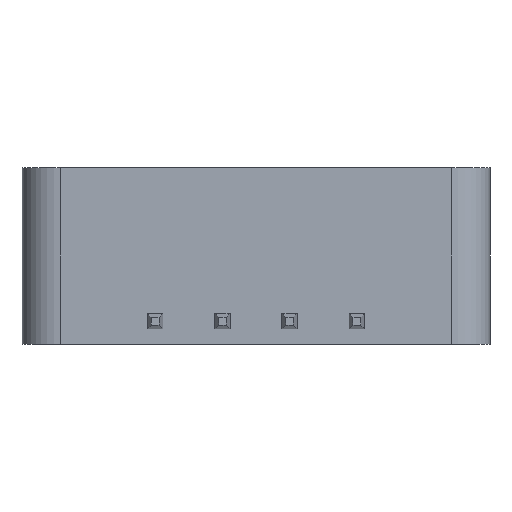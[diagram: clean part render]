
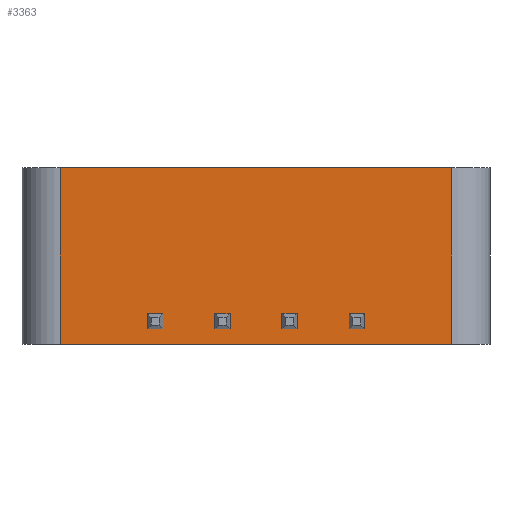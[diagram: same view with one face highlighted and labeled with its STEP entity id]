
A CAD part, front view. The second image highlights one B-rep face of the part: STEP entity #3363.
In plain terms, the highlighted planar face has unit normal (0, -1, 0).
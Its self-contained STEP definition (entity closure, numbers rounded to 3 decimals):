
#289=ORIENTED_EDGE('',*,*,#1015,.F.);
#290=ORIENTED_EDGE('',*,*,#1148,.F.);
#291=ORIENTED_EDGE('',*,*,#1051,.T.);
#292=ORIENTED_EDGE('',*,*,#1150,.T.);
#293=ORIENTED_EDGE('',*,*,#1151,.F.);
#294=ORIENTED_EDGE('',*,*,#1152,.T.);
#295=ORIENTED_EDGE('',*,*,#1153,.T.);
#296=ORIENTED_EDGE('',*,*,#1154,.T.);
#297=ORIENTED_EDGE('',*,*,#1155,.F.);
#298=ORIENTED_EDGE('',*,*,#1156,.T.);
#299=ORIENTED_EDGE('',*,*,#1157,.T.);
#300=ORIENTED_EDGE('',*,*,#1158,.T.);
#301=ORIENTED_EDGE('',*,*,#1159,.F.);
#302=ORIENTED_EDGE('',*,*,#1160,.T.);
#303=ORIENTED_EDGE('',*,*,#1161,.T.);
#304=ORIENTED_EDGE('',*,*,#1162,.T.);
#305=ORIENTED_EDGE('',*,*,#1163,.T.);
#306=ORIENTED_EDGE('',*,*,#1164,.T.);
#307=ORIENTED_EDGE('',*,*,#1165,.T.);
#308=ORIENTED_EDGE('',*,*,#1166,.F.);
#1015=EDGE_CURVE('',#1489,#1488,#1794,.T.);
#1051=EDGE_CURVE('',#1519,#1518,#1822,.T.);
#1148=EDGE_CURVE('',#1519,#1489,#1910,.T.);
#1150=EDGE_CURVE('',#1518,#1488,#1912,.T.);
#1151=EDGE_CURVE('',#1579,#1580,#1913,.T.);
#1152=EDGE_CURVE('',#1579,#1581,#1914,.T.);
#1153=EDGE_CURVE('',#1581,#1582,#1915,.T.);
#1154=EDGE_CURVE('',#1582,#1580,#1916,.T.);
#1155=EDGE_CURVE('',#1583,#1584,#1917,.T.);
#1156=EDGE_CURVE('',#1583,#1585,#1918,.T.);
#1157=EDGE_CURVE('',#1585,#1586,#1919,.T.);
#1158=EDGE_CURVE('',#1586,#1584,#1920,.T.);
#1159=EDGE_CURVE('',#1587,#1588,#1921,.T.);
#1160=EDGE_CURVE('',#1587,#1589,#1922,.T.);
#1161=EDGE_CURVE('',#1589,#1590,#1923,.T.);
#1162=EDGE_CURVE('',#1590,#1588,#1924,.T.);
#1163=EDGE_CURVE('',#1591,#1592,#1925,.T.);
#1164=EDGE_CURVE('',#1592,#1593,#1926,.T.);
#1165=EDGE_CURVE('',#1593,#1594,#1927,.T.);
#1166=EDGE_CURVE('',#1591,#1594,#1928,.T.);
#1488=VERTEX_POINT('',#4632);
#1489=VERTEX_POINT('',#4634);
#1518=VERTEX_POINT('',#4710);
#1519=VERTEX_POINT('',#4712);
#1579=VERTEX_POINT('',#4917);
#1580=VERTEX_POINT('',#4918);
#1581=VERTEX_POINT('',#4920);
#1582=VERTEX_POINT('',#4922);
#1583=VERTEX_POINT('',#4925);
#1584=VERTEX_POINT('',#4926);
#1585=VERTEX_POINT('',#4928);
#1586=VERTEX_POINT('',#4930);
#1587=VERTEX_POINT('',#4933);
#1588=VERTEX_POINT('',#4934);
#1589=VERTEX_POINT('',#4936);
#1590=VERTEX_POINT('',#4938);
#1591=VERTEX_POINT('',#4941);
#1592=VERTEX_POINT('',#4942);
#1593=VERTEX_POINT('',#4944);
#1594=VERTEX_POINT('',#4946);
#1794=LINE('',#4635,#2243);
#1822=LINE('',#4711,#2271);
#1910=LINE('',#4912,#2359);
#1912=LINE('',#4915,#2361);
#1913=LINE('',#4916,#2362);
#1914=LINE('',#4919,#2363);
#1915=LINE('',#4921,#2364);
#1916=LINE('',#4923,#2365);
#1917=LINE('',#4924,#2366);
#1918=LINE('',#4927,#2367);
#1919=LINE('',#4929,#2368);
#1920=LINE('',#4931,#2369);
#1921=LINE('',#4932,#2370);
#1922=LINE('',#4935,#2371);
#1923=LINE('',#4937,#2372);
#1924=LINE('',#4939,#2373);
#1925=LINE('',#4940,#2374);
#1926=LINE('',#4943,#2375);
#1927=LINE('',#4945,#2376);
#1928=LINE('',#4947,#2377);
#2243=VECTOR('',#3745,1000.);
#2271=VECTOR('',#3811,1000.);
#2359=VECTOR('',#4005,1000.);
#2361=VECTOR('',#4009,1000.);
#2362=VECTOR('',#4010,1000.);
#2363=VECTOR('',#4011,1000.);
#2364=VECTOR('',#4012,1000.);
#2365=VECTOR('',#4013,1000.);
#2366=VECTOR('',#4014,1000.);
#2367=VECTOR('',#4015,1000.);
#2368=VECTOR('',#4016,1000.);
#2369=VECTOR('',#4017,1000.);
#2370=VECTOR('',#4018,1000.);
#2371=VECTOR('',#4019,1000.);
#2372=VECTOR('',#4020,1000.);
#2373=VECTOR('',#4021,1000.);
#2374=VECTOR('',#4022,1000.);
#2375=VECTOR('',#4023,1000.);
#2376=VECTOR('',#4024,1000.);
#2377=VECTOR('',#4025,1000.);
#2753=EDGE_LOOP('',(#289,#290,#291,#292));
#2754=EDGE_LOOP('',(#293,#294,#295,#296));
#2755=EDGE_LOOP('',(#297,#298,#299,#300));
#2756=EDGE_LOOP('',(#301,#302,#303,#304));
#2757=EDGE_LOOP('',(#305,#306,#307,#308));
#2972=FACE_BOUND('',#2753,.T.);
#2973=FACE_BOUND('',#2754,.T.);
#2974=FACE_BOUND('',#2755,.T.);
#2975=FACE_BOUND('',#2756,.T.);
#2976=FACE_BOUND('',#2757,.T.);
#3175=PLANE('',#3588);
#3363=ADVANCED_FACE('',(#2972,#2973,#2974,#2975,#2976),#3175,.F.);
#3588=AXIS2_PLACEMENT_3D('',#4914,#4007,#4008);
#3745=DIRECTION('',(0.,0.,1.));
#3811=DIRECTION('',(0.,0.,1.));
#4005=DIRECTION('',(-1.,0.,0.));
#4007=DIRECTION('',(0.,1.,0.));
#4008=DIRECTION('',(0.,0.,1.));
#4009=DIRECTION('',(-1.,0.,0.));
#4010=DIRECTION('',(0.,0.,-1.));
#4011=DIRECTION('',(1.,0.,0.));
#4012=DIRECTION('',(0.,0.,-1.));
#4013=DIRECTION('',(-1.,0.,0.));
#4014=DIRECTION('',(0.,0.,-1.));
#4015=DIRECTION('',(1.,0.,0.));
#4016=DIRECTION('',(0.,0.,-1.));
#4017=DIRECTION('',(-1.,0.,0.));
#4018=DIRECTION('',(0.,0.,-1.));
#4019=DIRECTION('',(1.,0.,0.));
#4020=DIRECTION('',(0.,0.,-1.));
#4021=DIRECTION('',(-1.,0.,0.));
#4022=DIRECTION('',(1.,0.,0.));
#4023=DIRECTION('',(0.,0.,-1.));
#4024=DIRECTION('',(-1.,0.,0.));
#4025=DIRECTION('',(0.,0.,-1.));
#4632=CARTESIAN_POINT('',(-4.94,-2.9,9.2));
#4634=CARTESIAN_POINT('',(-4.94,-2.9,0.));
#4635=CARTESIAN_POINT('',(-4.94,-2.9,0.));
#4710=CARTESIAN_POINT('',(15.44,-2.9,9.2));
#4711=CARTESIAN_POINT('',(15.44,-2.9,0.));
#4712=CARTESIAN_POINT('',(15.44,-2.9,0.));
#4912=CARTESIAN_POINT('',(12.6,-2.9,0.));
#4914=CARTESIAN_POINT('',(1.75,-2.9,9.2));
#4915=CARTESIAN_POINT('',(1.75,-2.9,9.2));
#4916=CARTESIAN_POINT('',(6.6,-2.9,2.2));
#4917=CARTESIAN_POINT('',(6.6,-2.9,1.6));
#4918=CARTESIAN_POINT('',(6.6,-2.9,0.8));
#4919=CARTESIAN_POINT('',(7.4,-2.9,1.6));
#4920=CARTESIAN_POINT('',(7.4,-2.9,1.6));
#4921=CARTESIAN_POINT('',(7.4,-2.9,2.2));
#4922=CARTESIAN_POINT('',(7.4,-2.9,0.8));
#4923=CARTESIAN_POINT('',(7.4,-2.9,0.8));
#4924=CARTESIAN_POINT('',(3.1,-2.9,2.2));
#4925=CARTESIAN_POINT('',(3.1,-2.9,1.6));
#4926=CARTESIAN_POINT('',(3.1,-2.9,0.8));
#4927=CARTESIAN_POINT('',(3.9,-2.9,1.6));
#4928=CARTESIAN_POINT('',(3.9,-2.9,1.6));
#4929=CARTESIAN_POINT('',(3.9,-2.9,2.2));
#4930=CARTESIAN_POINT('',(3.9,-2.9,0.8));
#4931=CARTESIAN_POINT('',(3.9,-2.9,0.8));
#4932=CARTESIAN_POINT('',(-0.4,-2.9,2.2));
#4933=CARTESIAN_POINT('',(-0.4,-2.9,1.6));
#4934=CARTESIAN_POINT('',(-0.4,-2.9,0.8));
#4935=CARTESIAN_POINT('',(0.4,-2.9,1.6));
#4936=CARTESIAN_POINT('',(0.4,-2.9,1.6));
#4937=CARTESIAN_POINT('',(0.4,-2.9,2.2));
#4938=CARTESIAN_POINT('',(0.4,-2.9,0.8));
#4939=CARTESIAN_POINT('',(0.4,-2.9,0.8));
#4940=CARTESIAN_POINT('',(10.9,-2.9,1.6));
#4941=CARTESIAN_POINT('',(10.1,-2.9,1.6));
#4942=CARTESIAN_POINT('',(10.9,-2.9,1.6));
#4943=CARTESIAN_POINT('',(10.9,-2.9,2.2));
#4944=CARTESIAN_POINT('',(10.9,-2.9,0.8));
#4945=CARTESIAN_POINT('',(10.9,-2.9,0.8));
#4946=CARTESIAN_POINT('',(10.1,-2.9,0.8));
#4947=CARTESIAN_POINT('',(10.1,-2.9,2.2));
